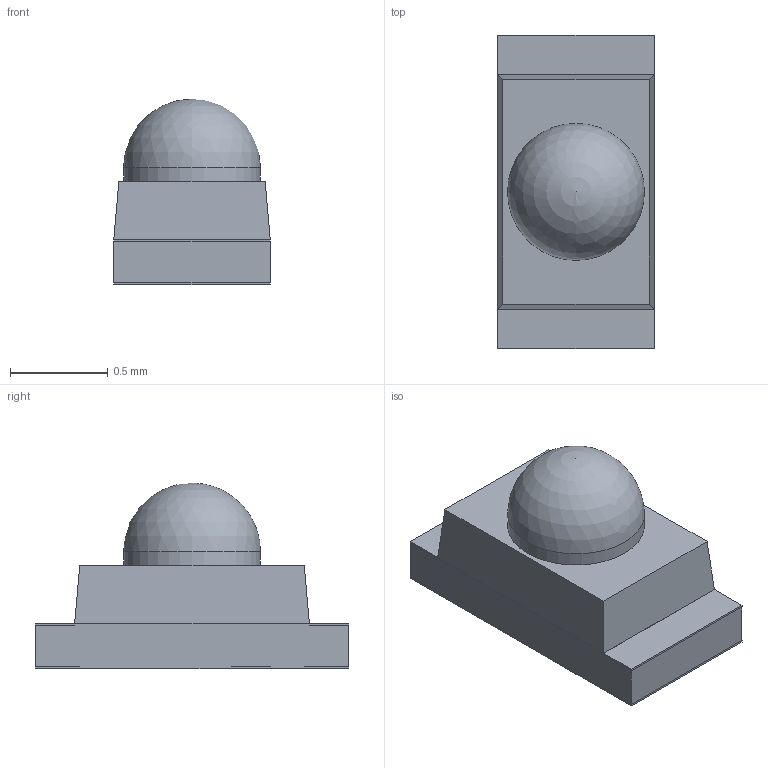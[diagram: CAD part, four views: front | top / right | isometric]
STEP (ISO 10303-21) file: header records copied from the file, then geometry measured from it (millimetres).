
FILE_DESCRIPTION(/* description */ ('Unknown'),/* implementation_level */ '2;1');
FILE_NAME(/* name */ '150060xx86000',/* time_stamp */ '2018-09-25T09:35:10+02:00',/* author */ ('Unknown'),/* organization */ ('Unknown'),/* preprocessor_version */ 'ST-DEVELOPER v16.7',/* originating_system */ 'DEX',/* authorisation */ $);
FILE_SCHEMA (('AUTOMOTIVE_DESIGN {1 0 10303 214 3 1 1}'));
Length unit declared in the file: millimetre
Products named in the file (4): 150060xx86000; PCB; Pins; Resin
Assembly tree (3 placements, depth 2):
  150060xx86000
    PCB
    Pins
    Resin
Bounding box: 0.8 x 1.6 x 0.95 mm (x, y, z)
Volume: 0.7 mm3; surface area: 9.5 mm2
Topology: 7 solids, 7 shells, 136 faces, 362 edges, 238 vertices
Faces by surface type: plane 123, cylinder 12, sphere 1
Full cylindrical faces by diameter (mm): 0.7 x1
Entity records: 4793 total; most frequent: CARTESIAN_POINT 734, ORIENTED_EDGE 716, DIRECTION 663, EDGE_CURVE 358, LINE 333, VECTOR 333, VERTEX_POINT 236, AXIS2_PLACEMENT_3D 165
